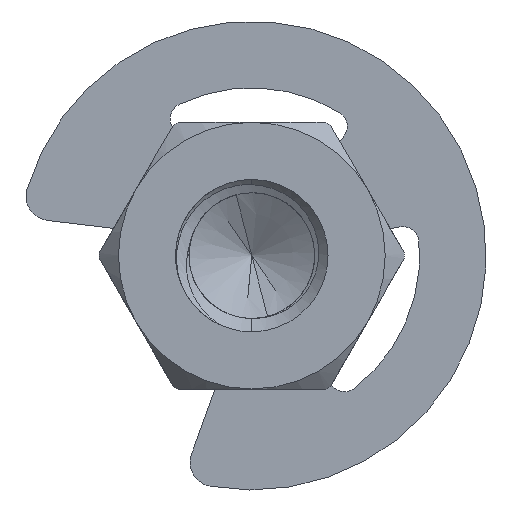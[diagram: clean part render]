
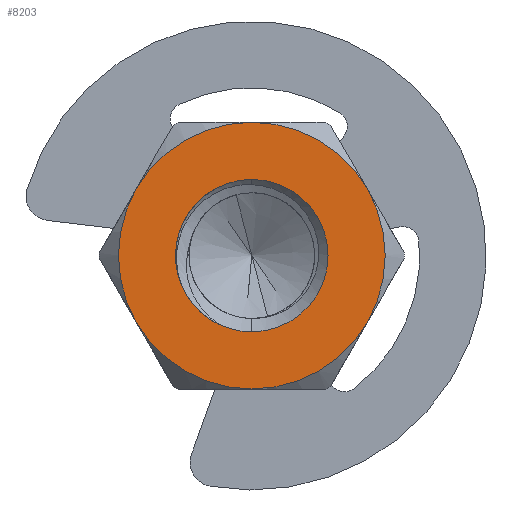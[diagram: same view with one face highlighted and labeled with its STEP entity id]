
A CAD part, front view. The second image highlights one B-rep face of the part: STEP entity #8203.
In plain terms, the highlighted planar face has unit normal (0, -1, 0).
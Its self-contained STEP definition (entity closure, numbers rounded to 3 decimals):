
#262 = DIRECTION ( 'NONE',  ( 0., 0., 1. ) ) ;
#308 = CIRCLE ( 'NONE', #7391, 3.5 ) ;
#500 = DIRECTION ( 'NONE',  ( 0., 1., 0. ) ) ;
#649 = ORIENTED_EDGE ( 'NONE', *, *, #3292, .F. ) ;
#711 = CARTESIAN_POINT ( 'NONE',  ( 0., 0., 0. ) ) ;
#883 = DIRECTION ( 'NONE',  ( 0., 0., 1. ) ) ;
#1097 = CARTESIAN_POINT ( 'NONE',  ( 0., 0., 0. ) ) ;
#1327 = VERTEX_POINT ( 'NONE', #12927 ) ;
#1365 = EDGE_CURVE ( 'NONE', #9260, #1771, #3012, .T. ) ;
#1482 = ORIENTED_EDGE ( 'NONE', *, *, #12317, .T. ) ;
#1622 = CARTESIAN_POINT ( 'NONE',  ( 0., 0., 3.5 ) ) ;
#1680 = DIRECTION ( 'NONE',  ( 0., 1., 0. ) ) ;
#1712 = AXIS2_PLACEMENT_3D ( 'NONE', #13401, #11335, #883 ) ;
#1715 = AXIS2_PLACEMENT_3D ( 'NONE', #9810, #1680, #13095 ) ;
#1740 = EDGE_CURVE ( 'NONE', #11269, #6016, #5862, .T. ) ;
#1771 = VERTEX_POINT ( 'NONE', #7687 ) ;
#2030 = PLANE ( 'NONE',  #4002 ) ;
#2278 = CARTESIAN_POINT ( 'NONE',  ( 0., 0., 0. ) ) ;
#2335 = DIRECTION ( 'NONE',  ( 0., 1., 0. ) ) ;
#2396 = EDGE_CURVE ( 'NONE', #1771, #1327, #308, .T. ) ;
#2608 = ORIENTED_EDGE ( 'NONE', *, *, #7978, .F. ) ;
#2710 = CARTESIAN_POINT ( 'NONE',  ( -3.031, 0., -1.75 ) ) ;
#2906 = CARTESIAN_POINT ( 'NONE',  ( -3.031, 0., 1.75 ) ) ;
#3012 = CIRCLE ( 'NONE', #10347, 3.5 ) ;
#3025 = CIRCLE ( 'NONE', #4231, 2. ) ;
#3292 = EDGE_CURVE ( 'NONE', #9354, #9260, #3537, .T. ) ;
#3335 = DIRECTION ( 'NONE',  ( 0., 0., 1. ) ) ;
#3369 = AXIS2_PLACEMENT_3D ( 'NONE', #5143, #13394, #12310 ) ;
#3537 = CIRCLE ( 'NONE', #5942, 3.5 ) ;
#3616 = DIRECTION ( 'NONE',  ( 0., 0., 1. ) ) ;
#3918 = DIRECTION ( 'NONE',  ( 0., 0., 1. ) ) ;
#3957 = EDGE_CURVE ( 'NONE', #6467, #9354, #10362, .T. ) ;
#4002 = AXIS2_PLACEMENT_3D ( 'NONE', #1097, #5075, #3918 ) ;
#4231 = AXIS2_PLACEMENT_3D ( 'NONE', #5706, #10888, #4332 ) ;
#4322 = CARTESIAN_POINT ( 'NONE',  ( 0., 0., 0. ) ) ;
#4332 = DIRECTION ( 'NONE',  ( 0., 0., 1. ) ) ;
#4766 = CIRCLE ( 'NONE', #1712, 3.5 ) ;
#4818 = EDGE_CURVE ( 'NONE', #9064, #11766, #11474, .T. ) ;
#5075 = DIRECTION ( 'NONE',  ( 0., 1., 0. ) ) ;
#5076 = FACE_BOUND ( 'NONE', #8995, .T. ) ;
#5092 = EDGE_CURVE ( 'NONE', #10617, #6467, #5971, .T. ) ;
#5143 = CARTESIAN_POINT ( 'NONE',  ( 0., 0., 0. ) ) ;
#5233 = FACE_OUTER_BOUND ( 'NONE', #11822, .T. ) ;
#5496 = DIRECTION ( 'NONE',  ( 0., 1., 0. ) ) ;
#5706 = CARTESIAN_POINT ( 'NONE',  ( 0., 0., 0. ) ) ;
#5742 = DIRECTION ( 'NONE',  ( 0., 0., 1. ) ) ;
#5811 = CARTESIAN_POINT ( 'NONE',  ( -0.833, 0., -1.818 ) ) ;
#5862 = CIRCLE ( 'NONE', #1715, 2. ) ;
#5942 = AXIS2_PLACEMENT_3D ( 'NONE', #4322, #2335, #12723 ) ;
#5971 = CIRCLE ( 'NONE', #6115, 3.5 ) ;
#6016 = VERTEX_POINT ( 'NONE', #12385 ) ;
#6115 = AXIS2_PLACEMENT_3D ( 'NONE', #11555, #12624, #3335 ) ;
#6205 = ORIENTED_EDGE ( 'NONE', *, *, #1740, .T. ) ;
#6467 = VERTEX_POINT ( 'NONE', #2710 ) ;
#6552 = ORIENTED_EDGE ( 'NONE', *, *, #5092, .F. ) ;
#6675 = CARTESIAN_POINT ( 'NONE',  ( 0., 0., -3.5 ) ) ;
#7002 = ORIENTED_EDGE ( 'NONE', *, *, #3957, .F. ) ;
#7391 = AXIS2_PLACEMENT_3D ( 'NONE', #2278, #9536, #11375 ) ;
#7565 = AXIS2_PLACEMENT_3D ( 'NONE', #711, #10976, #5742 ) ;
#7687 = CARTESIAN_POINT ( 'NONE',  ( 3.031, 0., 1.75 ) ) ;
#7923 = ORIENTED_EDGE ( 'NONE', *, *, #2396, .F. ) ;
#7978 = EDGE_CURVE ( 'NONE', #1327, #10617, #4766, .T. ) ;
#8203 = ADVANCED_FACE ( 'NONE', ( #5076, #5233 ), #2030, .F. ) ;
#8510 = ORIENTED_EDGE ( 'NONE', *, *, #4818, .T. ) ;
#8623 = CARTESIAN_POINT ( 'NONE',  ( 0., 0., 2. ) ) ;
#8903 = ORIENTED_EDGE ( 'NONE', *, *, #13508, .T. ) ;
#8995 = EDGE_LOOP ( 'NONE', ( #6205, #8903, #8510, #1482 ) ) ;
#9064 = VERTEX_POINT ( 'NONE', #8623 ) ;
#9260 = VERTEX_POINT ( 'NONE', #1622 ) ;
#9354 = VERTEX_POINT ( 'NONE', #2906 ) ;
#9536 = DIRECTION ( 'NONE',  ( 0., 1., 0. ) ) ;
#9810 = CARTESIAN_POINT ( 'NONE',  ( 0., 0., 0. ) ) ;
#10347 = AXIS2_PLACEMENT_3D ( 'NONE', #11909, #500, #3616 ) ;
#10362 = CIRCLE ( 'NONE', #7565, 3.5 ) ;
#10617 = VERTEX_POINT ( 'NONE', #6675 ) ;
#10888 = DIRECTION ( 'NONE',  ( 0., 1., 0. ) ) ;
#10976 = DIRECTION ( 'NONE',  ( 0., 1., 0. ) ) ;
#10977 = ORIENTED_EDGE ( 'NONE', *, *, #1365, .F. ) ;
#11269 = VERTEX_POINT ( 'NONE', #5811 ) ;
#11335 = DIRECTION ( 'NONE',  ( 0., 1., 0. ) ) ;
#11375 = DIRECTION ( 'NONE',  ( 0., 0., 1. ) ) ;
#11474 = CIRCLE ( 'NONE', #12564, 2. ) ;
#11555 = CARTESIAN_POINT ( 'NONE',  ( 0., 0., 0. ) ) ;
#11709 = CARTESIAN_POINT ( 'NONE',  ( 0., 0., 0. ) ) ;
#11766 = VERTEX_POINT ( 'NONE', #12200 ) ;
#11822 = EDGE_LOOP ( 'NONE', ( #10977, #649, #7002, #6552, #2608, #7923 ) ) ;
#11909 = CARTESIAN_POINT ( 'NONE',  ( 0., 0., 0. ) ) ;
#11921 = CIRCLE ( 'NONE', #3369, 2. ) ;
#12200 = CARTESIAN_POINT ( 'NONE',  ( 0., 0., -2. ) ) ;
#12310 = DIRECTION ( 'NONE',  ( 0., 0., 1. ) ) ;
#12317 = EDGE_CURVE ( 'NONE', #11766, #11269, #3025, .T. ) ;
#12385 = CARTESIAN_POINT ( 'NONE',  ( -1.863, 0., -0.728 ) ) ;
#12564 = AXIS2_PLACEMENT_3D ( 'NONE', #11709, #5496, #262 ) ;
#12624 = DIRECTION ( 'NONE',  ( 0., 1., 0. ) ) ;
#12723 = DIRECTION ( 'NONE',  ( 0., 0., 1. ) ) ;
#12927 = CARTESIAN_POINT ( 'NONE',  ( 3.031, 0., -1.75 ) ) ;
#13095 = DIRECTION ( 'NONE',  ( 0., 0., 1. ) ) ;
#13394 = DIRECTION ( 'NONE',  ( 0., 1., 0. ) ) ;
#13401 = CARTESIAN_POINT ( 'NONE',  ( 0., 0., 0. ) ) ;
#13508 = EDGE_CURVE ( 'NONE', #6016, #9064, #11921, .T. ) ;
